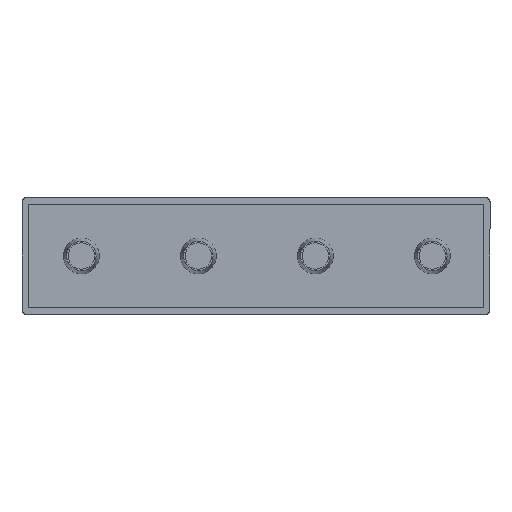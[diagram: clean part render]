
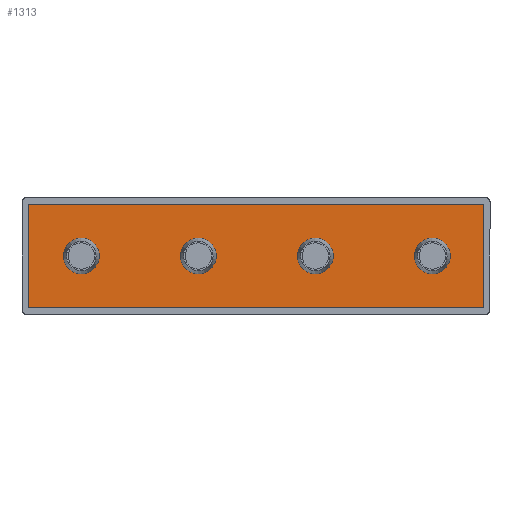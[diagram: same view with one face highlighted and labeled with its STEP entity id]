
A CAD part, front view. The second image highlights one B-rep face of the part: STEP entity #1313.
In plain terms, the highlighted planar face has unit normal (0, -1, 0).
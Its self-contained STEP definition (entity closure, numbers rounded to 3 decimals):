
#9 = CARTESIAN_POINT ( 'NONE',  ( 20.3, -3.3, 6.1 ) ) ;
#29 = VECTOR ( 'NONE', #386, 1000. ) ;
#36 = CARTESIAN_POINT ( 'NONE',  ( 60.3, -3.3, 0. ) ) ;
#55 = ORIENTED_EDGE ( 'NONE', *, *, #641, .F. ) ;
#63 = CIRCLE ( 'NONE', #329, 6.1 ) ;
#104 = ORIENTED_EDGE ( 'NONE', *, *, #423, .T. ) ;
#120 = CARTESIAN_POINT ( 'NONE',  ( 77.7, -3.3, 17.7 ) ) ;
#121 = VERTEX_POINT ( 'NONE', #640 ) ;
#130 = VECTOR ( 'NONE', #1178, 1000. ) ;
#151 = DIRECTION ( 'NONE',  ( 0., 0., -1. ) ) ;
#176 = DIRECTION ( 'NONE',  ( 0., -1., 0. ) ) ;
#192 = AXIS2_PLACEMENT_3D ( 'NONE', #629, #1438, #748 ) ;
#219 = LINE ( 'NONE', #1331, #1125 ) ;
#220 = ORIENTED_EDGE ( 'NONE', *, *, #491, .T. ) ;
#238 = CARTESIAN_POINT ( 'NONE',  ( -59.7, -3.3, 0. ) ) ;
#286 = DIRECTION ( 'NONE',  ( 1., 0., 0. ) ) ;
#293 = ORIENTED_EDGE ( 'NONE', *, *, #1013, .F. ) ;
#300 = FACE_BOUND ( 'NONE', #1008, .T. ) ;
#329 = AXIS2_PLACEMENT_3D ( 'NONE', #36, #857, #151 ) ;
#339 = CARTESIAN_POINT ( 'NONE',  ( -77.7, -3.3, -17.7 ) ) ;
#340 = CARTESIAN_POINT ( 'NONE',  ( -77.7, -3.3, 17.7 ) ) ;
#347 = VERTEX_POINT ( 'NONE', #339 ) ;
#361 = DIRECTION ( 'NONE',  ( 0., 0., -1. ) ) ;
#363 = CARTESIAN_POINT ( 'NONE',  ( -59.7, -3.3, 0. ) ) ;
#364 = EDGE_CURVE ( 'NONE', #437, #121, #436, .T. ) ;
#375 = FACE_OUTER_BOUND ( 'NONE', #1284, .T. ) ;
#380 = EDGE_CURVE ( 'NONE', #402, #550, #1072, .T. ) ;
#386 = DIRECTION ( 'NONE',  ( 0., 0., -1. ) ) ;
#397 = DIRECTION ( 'NONE',  ( 0., -1., 0. ) ) ;
#402 = VERTEX_POINT ( 'NONE', #713 ) ;
#407 = DIRECTION ( 'NONE',  ( 0., -1., 0. ) ) ;
#423 = EDGE_CURVE ( 'NONE', #1131, #1019, #1177, .T. ) ;
#436 = CIRCLE ( 'NONE', #642, 6.1 ) ;
#437 = VERTEX_POINT ( 'NONE', #9 ) ;
#441 = ORIENTED_EDGE ( 'NONE', *, *, #1381, .T. ) ;
#464 = VECTOR ( 'NONE', #1270, 1000. ) ;
#466 = ORIENTED_EDGE ( 'NONE', *, *, #364, .F. ) ;
#473 = EDGE_LOOP ( 'NONE', ( #55, #1190 ) ) ;
#478 = DIRECTION ( 'NONE',  ( 0., 0., -1. ) ) ;
#491 = EDGE_CURVE ( 'NONE', #929, #347, #888, .T. ) ;
#515 = EDGE_CURVE ( 'NONE', #664, #1227, #63, .T. ) ;
#518 = PLANE ( 'NONE',  #1152 ) ;
#533 = EDGE_CURVE ( 'NONE', #1227, #664, #1321, .T. ) ;
#547 = EDGE_CURVE ( 'NONE', #121, #437, #1002, .T. ) ;
#550 = VERTEX_POINT ( 'NONE', #968 ) ;
#566 = ORIENTED_EDGE ( 'NONE', *, *, #1098, .F. ) ;
#567 = FACE_BOUND ( 'NONE', #1367, .T. ) ;
#582 = CARTESIAN_POINT ( 'NONE',  ( -19.7, -3.3, 0. ) ) ;
#629 = CARTESIAN_POINT ( 'NONE',  ( 20.3, -3.3, 0. ) ) ;
#633 = ORIENTED_EDGE ( 'NONE', *, *, #547, .F. ) ;
#638 = CARTESIAN_POINT ( 'NONE',  ( 0., -3.3, 0. ) ) ;
#639 = VERTEX_POINT ( 'NONE', #1338 ) ;
#640 = CARTESIAN_POINT ( 'NONE',  ( 20.3, -3.3, -6.1 ) ) ;
#641 = EDGE_CURVE ( 'NONE', #550, #402, #865, .T. ) ;
#642 = AXIS2_PLACEMENT_3D ( 'NONE', #1392, #702, #1499 ) ;
#664 = VERTEX_POINT ( 'NONE', #884 ) ;
#666 = AXIS2_PLACEMENT_3D ( 'NONE', #363, #1179, #478 ) ;
#668 = CIRCLE ( 'NONE', #666, 6.1 ) ;
#702 = DIRECTION ( 'NONE',  ( 0., -1., 0. ) ) ;
#708 = DIRECTION ( 'NONE',  ( 0., 0., -1. ) ) ;
#713 = CARTESIAN_POINT ( 'NONE',  ( -19.7, -3.3, -6.1 ) ) ;
#748 = DIRECTION ( 'NONE',  ( 0., 0., -1. ) ) ;
#756 = DIRECTION ( 'NONE',  ( 0., 0., -1. ) ) ;
#857 = DIRECTION ( 'NONE',  ( 0., -1., 0. ) ) ;
#865 = CIRCLE ( 'NONE', #1435, 6.1 ) ;
#866 = VERTEX_POINT ( 'NONE', #915 ) ;
#876 = CARTESIAN_POINT ( 'NONE',  ( -19.7, -3.3, 0. ) ) ;
#884 = CARTESIAN_POINT ( 'NONE',  ( 60.3, -3.3, -6.1 ) ) ;
#888 = LINE ( 'NONE', #1083, #29 ) ;
#914 = FACE_BOUND ( 'NONE', #473, .T. ) ;
#915 = CARTESIAN_POINT ( 'NONE',  ( -59.7, -3.3, -6.1 ) ) ;
#919 = EDGE_CURVE ( 'NONE', #1019, #929, #1092, .T. ) ;
#926 = AXIS2_PLACEMENT_3D ( 'NONE', #1099, #397, #1207 ) ;
#929 = VERTEX_POINT ( 'NONE', #1386 ) ;
#947 = AXIS2_PLACEMENT_3D ( 'NONE', #238, #1062, #361 ) ;
#968 = CARTESIAN_POINT ( 'NONE',  ( -19.7, -3.3, 6.1 ) ) ;
#974 = ORIENTED_EDGE ( 'NONE', *, *, #515, .F. ) ;
#1001 = DIRECTION ( 'NONE',  ( 0., 0., -1. ) ) ;
#1002 = CIRCLE ( 'NONE', #192, 6.1 ) ;
#1008 = EDGE_LOOP ( 'NONE', ( #466, #633 ) ) ;
#1013 = EDGE_CURVE ( 'NONE', #639, #866, #668, .T. ) ;
#1019 = VERTEX_POINT ( 'NONE', #120 ) ;
#1037 = AXIS2_PLACEMENT_3D ( 'NONE', #582, #1397, #708 ) ;
#1062 = DIRECTION ( 'NONE',  ( 0., -1., 0. ) ) ;
#1064 = CARTESIAN_POINT ( 'NONE',  ( 77.7, -3.3, 17.7 ) ) ;
#1072 = CIRCLE ( 'NONE', #1037, 6.1 ) ;
#1083 = CARTESIAN_POINT ( 'NONE',  ( -77.7, -3.3, 17.7 ) ) ;
#1092 = LINE ( 'NONE', #340, #464 ) ;
#1098 = EDGE_CURVE ( 'NONE', #866, #639, #1249, .T. ) ;
#1099 = CARTESIAN_POINT ( 'NONE',  ( 60.3, -3.3, 0. ) ) ;
#1120 = ORIENTED_EDGE ( 'NONE', *, *, #533, .F. ) ;
#1125 = VECTOR ( 'NONE', #286, 1000. ) ;
#1131 = VERTEX_POINT ( 'NONE', #1289 ) ;
#1144 = ORIENTED_EDGE ( 'NONE', *, *, #919, .T. ) ;
#1152 = AXIS2_PLACEMENT_3D ( 'NONE', #638, #407, #756 ) ;
#1177 = LINE ( 'NONE', #1064, #130 ) ;
#1178 = DIRECTION ( 'NONE',  ( 0., 0., 1. ) ) ;
#1179 = DIRECTION ( 'NONE',  ( 0., -1., 0. ) ) ;
#1190 = ORIENTED_EDGE ( 'NONE', *, *, #380, .F. ) ;
#1193 = FACE_BOUND ( 'NONE', #1232, .T. ) ;
#1201 = CARTESIAN_POINT ( 'NONE',  ( 60.3, -3.3, 6.1 ) ) ;
#1207 = DIRECTION ( 'NONE',  ( 0., 0., -1. ) ) ;
#1227 = VERTEX_POINT ( 'NONE', #1201 ) ;
#1232 = EDGE_LOOP ( 'NONE', ( #1120, #974 ) ) ;
#1249 = CIRCLE ( 'NONE', #947, 6.1 ) ;
#1270 = DIRECTION ( 'NONE',  ( -1., 0., 0. ) ) ;
#1284 = EDGE_LOOP ( 'NONE', ( #220, #441, #104, #1144 ) ) ;
#1289 = CARTESIAN_POINT ( 'NONE',  ( 77.7, -3.3, -17.7 ) ) ;
#1313 = ADVANCED_FACE ( 'NONE', ( #300, #567, #375, #914, #1193 ), #518, .T. ) ;
#1321 = CIRCLE ( 'NONE', #926, 6.1 ) ;
#1331 = CARTESIAN_POINT ( 'NONE',  ( -77.7, -3.3, -17.7 ) ) ;
#1338 = CARTESIAN_POINT ( 'NONE',  ( -59.7, -3.3, 6.1 ) ) ;
#1367 = EDGE_LOOP ( 'NONE', ( #293, #566 ) ) ;
#1381 = EDGE_CURVE ( 'NONE', #347, #1131, #219, .T. ) ;
#1386 = CARTESIAN_POINT ( 'NONE',  ( -77.7, -3.3, 17.7 ) ) ;
#1392 = CARTESIAN_POINT ( 'NONE',  ( 20.3, -3.3, 0. ) ) ;
#1397 = DIRECTION ( 'NONE',  ( 0., -1., 0. ) ) ;
#1435 = AXIS2_PLACEMENT_3D ( 'NONE', #876, #176, #1001 ) ;
#1438 = DIRECTION ( 'NONE',  ( 0., -1., 0. ) ) ;
#1499 = DIRECTION ( 'NONE',  ( 0., 0., -1. ) ) ;
